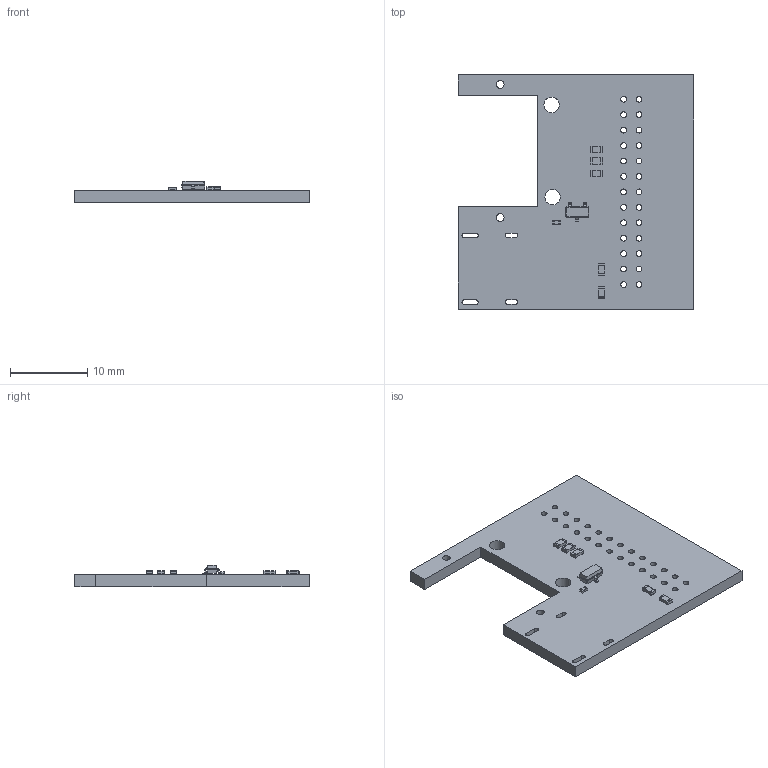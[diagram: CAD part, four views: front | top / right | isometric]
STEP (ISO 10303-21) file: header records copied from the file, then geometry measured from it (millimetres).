
FILE_DESCRIPTION(('KiCad electronic assembly'),'2;1');
FILE_NAME('HarnessBox.step','2024-04-14T20:31:13',('Pcbnew'),('Kicad'), 'Open CASCADE STEP processor 7.7','KiCad to STEP converter','Unknown' );
FILE_SCHEMA(('AUTOMOTIVE_DESIGN { 1 0 10303 214 1 1 1 1 }'));
Length unit declared in the file: millimetre
Products named in the file (8): HarnessBox 1; R_0603_1608Metric; SOT-23; SOT_23; R_0402_1005Metric; HarnessBox_PCB
Assembly tree (11 placements, depth 3):
  HarnessBox 1
    R_0603_1608Metric  x5
      R_0603_1608Metric
    SOT-23
      SOT_23
    R_0402_1005Metric
      R_0402_1005Metric
    HarnessBox_PCB
Bounding box: 30.45 x 30.38 x 2.85 mm (x, y, z)
Volume: 1212.4 mm3; surface area: 1935.6 mm2
Topology: 8 solids, 8 shells, 288 faces, 750 edges, 478 vertices
Faces by surface type: plane 163, cylinder 98, bspline 27
Full cylindrical faces by diameter (mm): 0.75 x26, 1 x2, 2 x2
Entity records: 6753 total; most frequent: CARTESIAN_POINT 1089, ORIENTED_EDGE 956, DIRECTION 916, EDGE_CURVE 478, LINE 314, VECTOR 314, VERTEX_POINT 302, AXIS2_PLACEMENT_3D 301
